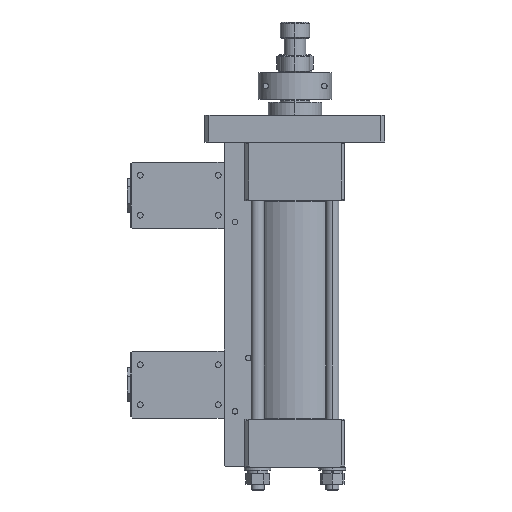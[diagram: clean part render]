
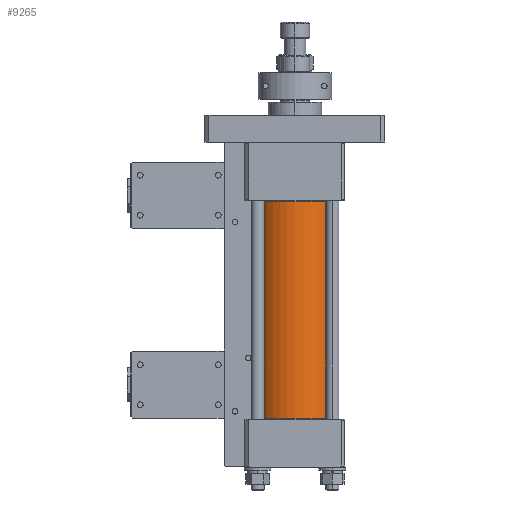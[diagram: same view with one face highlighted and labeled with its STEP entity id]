
A CAD part, front view. The second image highlights one B-rep face of the part: STEP entity #9265.
In plain terms, the highlighted cylindrical face has radius 32.5 mm (diameter 65 mm), a partial arc.
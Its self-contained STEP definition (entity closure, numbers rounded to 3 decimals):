
#9246 = EDGE_CURVE ( 'NONE', #9269, #9259, #33731, .T. ) ;
#9259 = VERTEX_POINT ( 'NONE', #33761 ) ;
#9261 = EDGE_CURVE ( '����8', #9259, #9262, #33760, .T. ) ;
#9262 = VERTEX_POINT ( 'NONE', #33755 ) ;
#9265 = ADVANCED_FACE ( '��4', ( #33750 ), #33749, .T. ) ;
#9266 = EDGE_LOOP ( 'NONE', ( #9267, #9323, #9325, #9326 ) ) ;
#9267 = ORIENTED_EDGE ( 'NONE', *, *, #9268, .T. ) ;
#9268 = EDGE_CURVE ( '����6', #9269, #9270, #33748, .T. ) ;
#9269 = VERTEX_POINT ( 'NONE', #33739 ) ;
#9270 = VERTEX_POINT ( 'NONE', #33738 ) ;
#9323 = ORIENTED_EDGE ( 'NONE', *, *, #9324, .T. ) ;
#9324 = EDGE_CURVE ( 'NONE', #9270, #9262, #33891, .T. ) ;
#9325 = ORIENTED_EDGE ( 'NONE', *, *, #9261, .F. ) ;
#9326 = ORIENTED_EDGE ( 'NONE', *, *, #9246, .F. ) ;
#33728 = DIRECTION ( 'NONE',  ( -1., 0., 0. ) ) ;
#33729 = VECTOR ( 'NONE', #33728, 1000. ) ;
#33730 = CARTESIAN_POINT ( 'NONE',  ( -154., 0., 32.5 ) ) ;
#33731 = LINE ( 'NONE', #33730, #33729 ) ;
#33738 = CARTESIAN_POINT ( 'NONE',  ( -0.5, 0., -32.5 ) ) ;
#33739 = CARTESIAN_POINT ( 'NONE',  ( -0.5, 0., 32.5 ) ) ;
#33740 = DIRECTION ( 'NONE',  ( 0., 0., 1. ) ) ;
#33741 = DIRECTION ( 'NONE',  ( -1., 0., 0. ) ) ;
#33742 = CARTESIAN_POINT ( 'NONE',  ( -0.5, 0., 0. ) ) ;
#33743 = AXIS2_PLACEMENT_3D ( 'NONE', #33742, #33741, #33740 ) ;
#33744 = DIRECTION ( 'NONE',  ( 0., 0., 1. ) ) ;
#33745 = DIRECTION ( 'NONE',  ( -1., 0., 0. ) ) ;
#33746 = CARTESIAN_POINT ( 'NONE',  ( -154., 0., 0. ) ) ;
#33747 = AXIS2_PLACEMENT_3D ( 'NONE', #33746, #33745, #33744 ) ;
#33748 = CIRCLE ( 'NONE', #33743, 32.5 ) ;
#33749 = CYLINDRICAL_SURFACE ( 'NONE', #33747, 32.5 ) ;
#33750 = FACE_OUTER_BOUND ( 'NONE', #9266, .T. ) ;
#33755 = CARTESIAN_POINT ( 'NONE',  ( -163.5, 0., -32.5 ) ) ;
#33756 = DIRECTION ( 'NONE',  ( 0., 0., 1. ) ) ;
#33757 = DIRECTION ( 'NONE',  ( -1., 0., 0. ) ) ;
#33758 = CARTESIAN_POINT ( 'NONE',  ( -163.5, 0., 0. ) ) ;
#33759 = AXIS2_PLACEMENT_3D ( 'NONE', #33758, #33757, #33756 ) ;
#33760 = CIRCLE ( 'NONE', #33759, 32.5 ) ;
#33761 = CARTESIAN_POINT ( 'NONE',  ( -163.5, 0., 32.5 ) ) ;
#33888 = DIRECTION ( 'NONE',  ( -1., 0., 0. ) ) ;
#33889 = VECTOR ( 'NONE', #33888, 1000. ) ;
#33890 = CARTESIAN_POINT ( 'NONE',  ( -154., 0., -32.5 ) ) ;
#33891 = LINE ( 'NONE', #33890, #33889 ) ;
